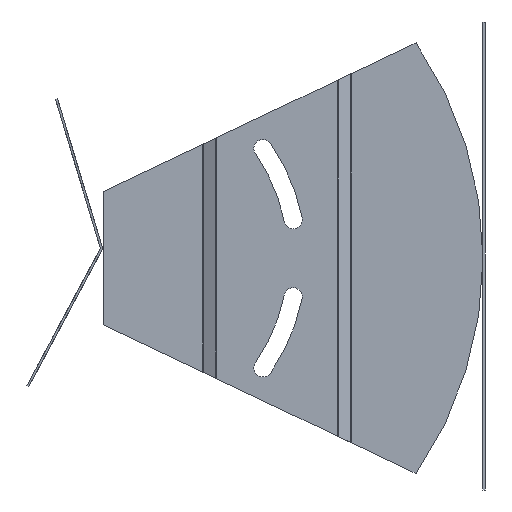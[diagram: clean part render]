
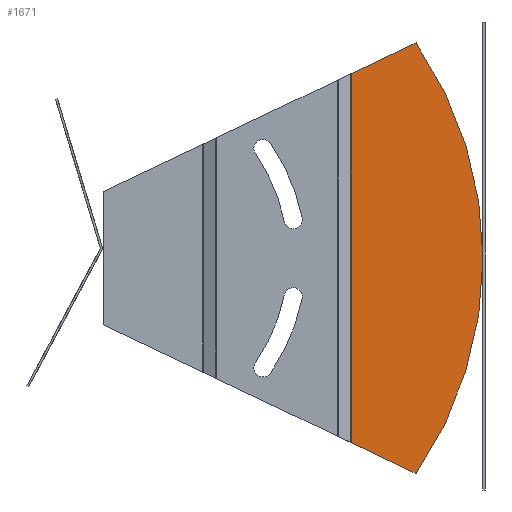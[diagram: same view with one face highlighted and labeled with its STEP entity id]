
A CAD part, front view. The second image highlights one B-rep face of the part: STEP entity #1671.
In plain terms, the highlighted face is planar.
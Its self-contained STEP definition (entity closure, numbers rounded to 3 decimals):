
#169 = CARTESIAN_POINT ( 'NONE',  ( 0.8, 95.307, 200. ) ) ;
#170 = DIRECTION ( 'NONE',  ( 0., 0., -1. ) ) ;
#181 = CARTESIAN_POINT ( 'NONE',  ( 0.8, 0., 0. ) ) ;
#182 = DIRECTION ( 'NONE',  ( 1., 0., 0. ) ) ;
#183 = DIRECTION ( 'NONE',  ( 0., 0., 1. ) ) ;
#184 = CARTESIAN_POINT ( 'NONE',  ( 0.8, 145.34, 94.724 ) ) ;
#185 = DIRECTION ( 'NONE',  ( 0., -0.903, -0.429 ) ) ;
#186 = CARTESIAN_POINT ( 'NONE',  ( 0.8, -9.736, -21.023 ) ) ;
#187 = DIRECTION ( 'NONE',  ( 0., 0.903, -0.429 ) ) ;
#348 = ORIENTED_EDGE ( 'NONE', *, *, #2874, .T. ) ;
#349 = ORIENTED_EDGE ( 'NONE', *, *, #2872, .T. ) ;
#350 = ORIENTED_EDGE ( 'NONE', *, *, #2875, .T. ) ;
#351 = ORIENTED_EDGE ( 'NONE', *, *, #2871, .T. ) ;
#362 = EDGE_LOOP ( 'NONE', ( #351, #350, #349, #348 ) ) ;
#776 = CARTESIAN_POINT ( 'NONE',  ( 0.8, 95.307, -70.945 ) ) ;
#778 = CARTESIAN_POINT ( 'NONE',  ( 0.8, 120.25, 82.8 ) ) ;
#892 = CARTESIAN_POINT ( 'NONE',  ( 0.8, 95.307, 70.945 ) ) ;
#1519 = VERTEX_POINT ( 'NONE', #2636 ) ;
#1671 = ADVANCED_FACE ( 'NONE', ( #4398 ), #1839, .F. ) ;
#1738 = AXIS2_PLACEMENT_3D ( 'NONE', #181, #182, #183 ) ;
#1823 = CARTESIAN_POINT ( 'NONE',  ( 0.8, 95.307, 200. ) ) ;
#1839 = PLANE ( 'NONE',  #2930 ) ;
#1843 = DIRECTION ( 'NONE',  ( -1., 0., 0. ) ) ;
#1844 = DIRECTION ( 'NONE',  ( 0., 0., 1. ) ) ;
#2636 = CARTESIAN_POINT ( 'NONE',  ( 0.8, 120.25, -82.8 ) ) ;
#2871 = EDGE_CURVE ( 'NONE', #4116, #3979, #3429, .T. ) ;
#2872 = EDGE_CURVE ( 'NONE', #1519, #3983, #3422, .T. ) ;
#2874 = EDGE_CURVE ( 'NONE', #3983, #4116, #3433, .T. ) ;
#2875 = EDGE_CURVE ( 'NONE', #3979, #1519, #3435, .T. ) ;
#2930 = AXIS2_PLACEMENT_3D ( 'NONE', #1823, #1843, #1844 ) ;
#3422 = CIRCLE ( 'NONE', #1738, 146. ) ;
#3429 = LINE ( 'NONE', #169, #3431 ) ;
#3431 = VECTOR ( 'NONE', #170, 1000. ) ;
#3433 = LINE ( 'NONE', #184, #3436 ) ;
#3435 = LINE ( 'NONE', #186, #3437 ) ;
#3436 = VECTOR ( 'NONE', #185, 1000. ) ;
#3437 = VECTOR ( 'NONE', #187, 1000. ) ;
#3979 = VERTEX_POINT ( 'NONE', #776 ) ;
#3983 = VERTEX_POINT ( 'NONE', #778 ) ;
#4116 = VERTEX_POINT ( 'NONE', #892 ) ;
#4398 = FACE_OUTER_BOUND ( 'NONE', #362, .T. ) ;
